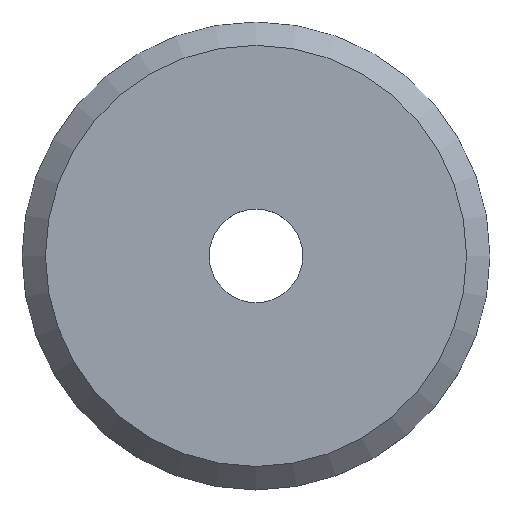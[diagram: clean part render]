
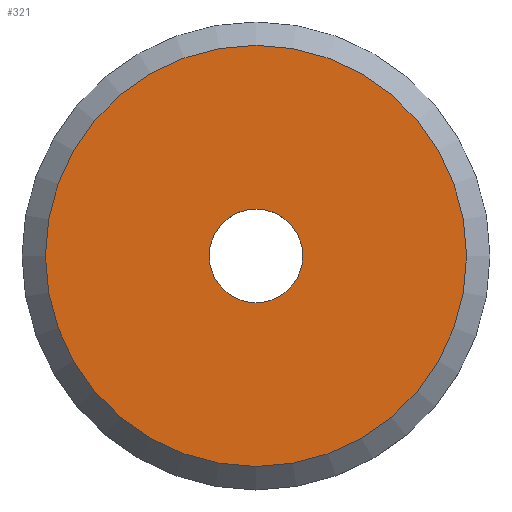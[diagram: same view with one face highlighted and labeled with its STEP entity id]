
A CAD part, top view. The second image highlights one B-rep face of the part: STEP entity #321.
In plain terms, the highlighted planar face has unit normal (0, 0, 1).
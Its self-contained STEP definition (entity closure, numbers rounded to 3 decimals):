
#15=FACE_BOUND('',#56,.T.);
#18=PLANE('',#356);
#37=FACE_OUTER_BOUND('',#55,.T.);
#55=EDGE_LOOP('',(#238));
#56=EDGE_LOOP('',(#239));
#152=CIRCLE('',#352,9.);
#155=CIRCLE('',#357,2.);
#157=VERTEX_POINT('',#463);
#160=VERTEX_POINT('',#473);
#186=EDGE_CURVE('',#157,#157,#152,.T.);
#191=EDGE_CURVE('',#160,#160,#155,.T.);
#238=ORIENTED_EDGE('',*,*,#186,.F.);
#239=ORIENTED_EDGE('',*,*,#191,.T.);
#321=ADVANCED_FACE('',(#37,#15),#18,.T.);
#352=AXIS2_PLACEMENT_3D('',#464,#378,#379);
#356=AXIS2_PLACEMENT_3D('',#472,#388,#389);
#357=AXIS2_PLACEMENT_3D('',#474,#390,#391);
#378=DIRECTION('center_axis',(0.,0.,-1.));
#379=DIRECTION('ref_axis',(1.,0.,0.));
#388=DIRECTION('center_axis',(0.,0.,1.));
#389=DIRECTION('ref_axis',(1.,0.,0.));
#390=DIRECTION('center_axis',(0.,0.,-1.));
#391=DIRECTION('ref_axis',(1.,0.,0.));
#463=CARTESIAN_POINT('',(-9.,0.,3.));
#464=CARTESIAN_POINT('Origin',(0.,0.,3.));
#472=CARTESIAN_POINT('Origin',(0.,0.,3.));
#473=CARTESIAN_POINT('',(-2.,0.,3.));
#474=CARTESIAN_POINT('Origin',(0.,0.,3.));
